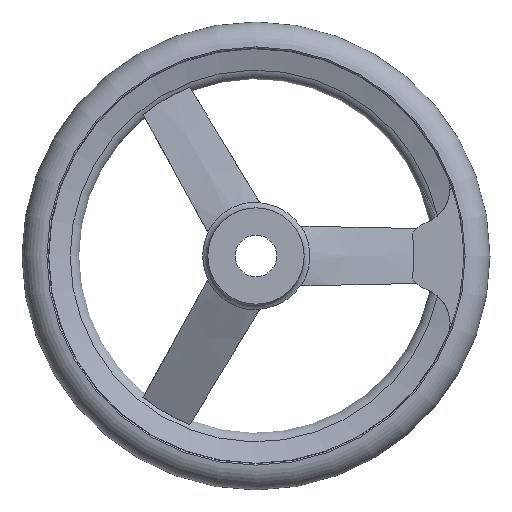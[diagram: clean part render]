
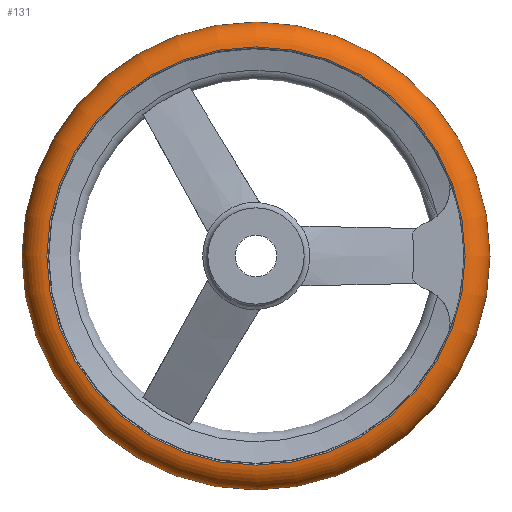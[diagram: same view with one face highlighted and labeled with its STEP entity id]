
A CAD part, front view. The second image highlights one B-rep face of the part: STEP entity #131.
In plain terms, the highlighted toroidal (fillet/blend) face has major radius 80 mm and minor radius 10 mm.
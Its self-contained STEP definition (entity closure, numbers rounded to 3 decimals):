
#131 = ADVANCED_FACE( '', ( #276, #277, #278 ), #279, .T. );
#276 = FACE_BOUND( '', #418, .T. );
#277 = FACE_OUTER_BOUND( '', #419, .T. );
#278 = FACE_OUTER_BOUND( '', #420, .T. );
#279 = TOROIDAL_SURFACE( '', #421, 80., 10. );
#418 = VERTEX_LOOP( '', #744 );
#419 = EDGE_LOOP( '', ( #745 ) );
#420 = EDGE_LOOP( '', ( #746 ) );
#421 = AXIS2_PLACEMENT_3D( '', #747, #748, #749 );
#744 = VERTEX_POINT( '', #915 );
#745 = ORIENTED_EDGE( '', *, *, #911, .T. );
#746 = ORIENTED_EDGE( '', *, *, #806, .F. );
#747 = CARTESIAN_POINT( '', ( 0., 32.5, 0. ) );
#748 = DIRECTION( '', ( 0., -1., 0. ) );
#749 = DIRECTION( '', ( 0., 0., -1. ) );
#806 = EDGE_CURVE( '', #958, #958, #959, .T. );
#911 = EDGE_CURVE( '', #1116, #1116, #1117, .T. );
#915 = CARTESIAN_POINT( '', ( 0., 32.5, -90. ) );
#958 = VERTEX_POINT( '', #1193 );
#959 = CIRCLE( '', #1194, 80.417 );
#1116 = VERTEX_POINT( '', #1767 );
#1117 = CIRCLE( '', #1768, 80.417 );
#1193 = CARTESIAN_POINT( '', ( 0., 22.509, -80.417 ) );
#1194 = AXIS2_PLACEMENT_3D( '', #1821, #1822, #1823 );
#1767 = CARTESIAN_POINT( '', ( 0., 42.491, -80.417 ) );
#1768 = AXIS2_PLACEMENT_3D( '', #1931, #1932, #1933 );
#1821 = CARTESIAN_POINT( '', ( 0., 22.509, 0. ) );
#1822 = DIRECTION( '', ( 0., -1., 0. ) );
#1823 = DIRECTION( '', ( 0., 0., -1. ) );
#1931 = CARTESIAN_POINT( '', ( 0., 42.491, 0. ) );
#1932 = DIRECTION( '', ( 0., -1., 0. ) );
#1933 = DIRECTION( '', ( 0., 0., -1. ) );
